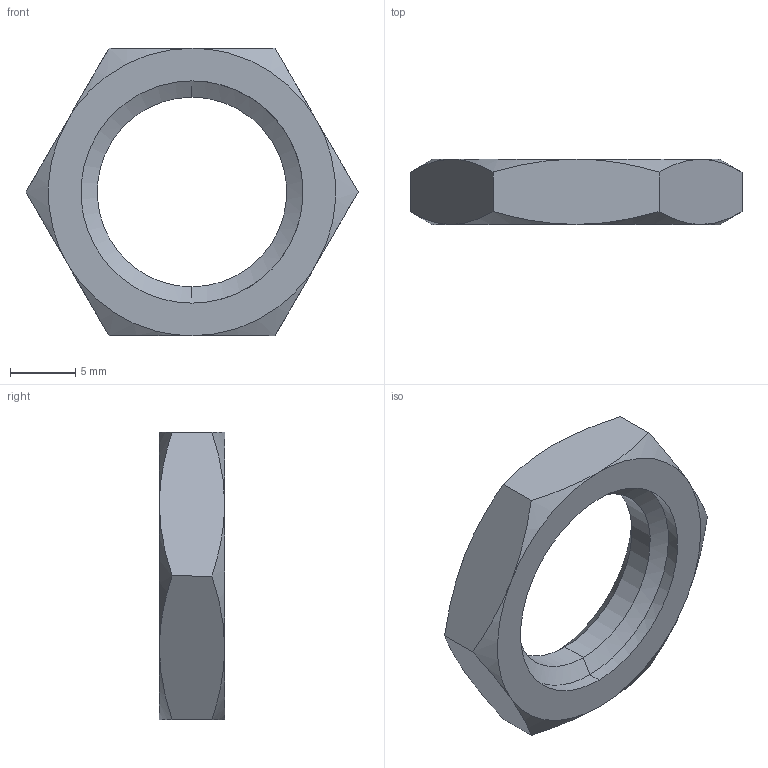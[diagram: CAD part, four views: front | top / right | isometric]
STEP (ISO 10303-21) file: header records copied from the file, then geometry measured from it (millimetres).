
FILE_DESCRIPTION (( 'STEP AP214' ), '1' );
FILE_NAME ('DRF.MOERM16.STEP', '2018-09-05T07:09:22', ( '' ), ( '' ), 'SwSTEP 2.0', 'SolidWorks 2018', '' );
FILE_SCHEMA (( 'AUTOMOTIVE_DESIGN' ));
Length unit declared in the file: millimetre
Products named in the file (1): DRF.MOERM16
Bounding box: 25.4 x 5 x 22 mm (x, y, z)
Volume: 1122.5 mm3; surface area: 1029.7 mm2
Topology: 1 solids, 1 shells, 28 faces, 60 edges, 34 vertices
Faces by surface type: bspline 28
Entity records: 1487 total; most frequent: CARTESIAN_POINT 1084, ORIENTED_EDGE 120, EDGE_CURVE 60, B_SPLINE_CURVE_WITH_KNOTS 52, VERTEX_POINT 34, EDGE_LOOP 30, FACE_OUTER_BOUND 28, ADVANCED_FACE 28
